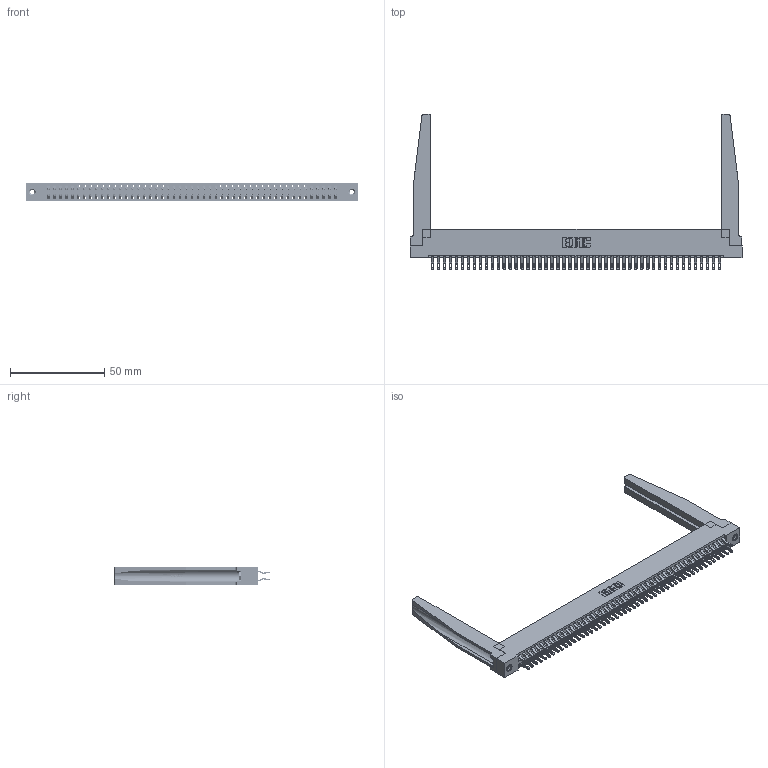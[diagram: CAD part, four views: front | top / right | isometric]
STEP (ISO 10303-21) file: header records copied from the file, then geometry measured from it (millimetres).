
FILE_DESCRIPTION (( 'STEP AP203' ), '1' );
FILE_NAME ('396-098-555-278.STEP', '2019-10-31T05:07:41', ( '' ), ( '' ), 'SwSTEP 2.0', 'SolidWorks 2016', '' );
FILE_SCHEMA (( 'CONFIG_CONTROL_DESIGN' ));
Length unit declared in the file: inch
Products named in the file (5): 396-098-555-278; 345-292-001_555 Tail; 346-220-078_345-220-078; 346 Part_Flush Mounting Lugs - 0.156 Dia-TH; 345-250-001_345-250-001-102
Assembly tree (103 placements, depth 2):
  396-098-555-278
    346 Part_Flush Mounting Lugs - 0.156 Dia-TH
    345-292-001_555 Tail  x98
    346-220-078_345-220-078  x2
    345-250-001_345-250-001-102  x2
Bounding box: 176.15 x 82.42 x 9.4 mm (x, y, z)
Volume: 24424.2 mm3; surface area: 31736.8 mm2
Topology: 103 solids, 103 shells, 6040 faces, 18871 edges, 12570 vertices
Faces by surface type: plane 3452, cylinder 2536, bspline 36, cone 12, torus 4
Entity records: 36110 total; most frequent: CARTESIAN_POINT 6913, ORIENTED_EDGE 5706, DIRECTION 5099, EDGE_CURVE 2853, VECTOR 2411, LINE 2411, VERTEX_POINT 1896, AXIS2_PLACEMENT_3D 1344
